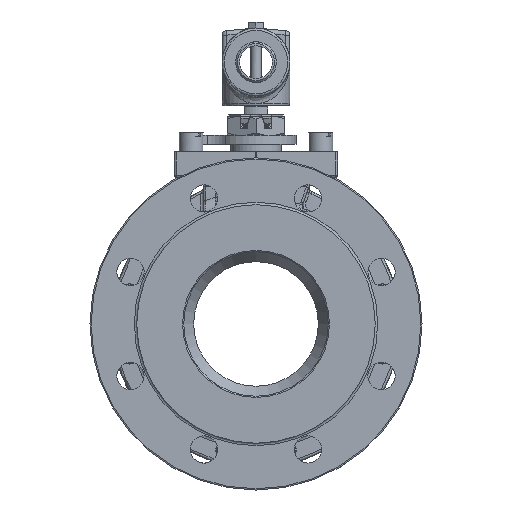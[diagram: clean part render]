
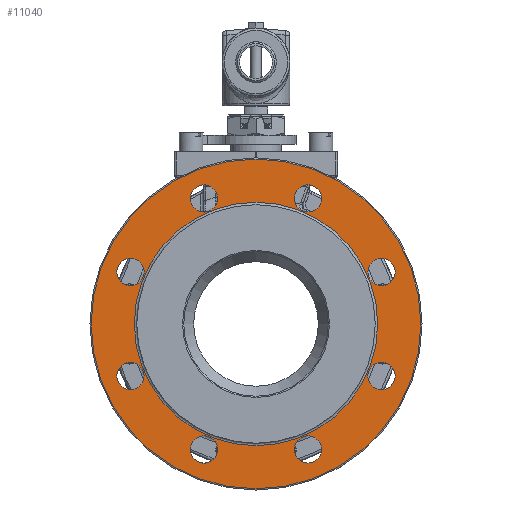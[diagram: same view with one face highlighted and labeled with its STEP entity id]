
A CAD part, left-side view. The second image highlights one B-rep face of the part: STEP entity #11040.
In plain terms, the highlighted planar face has unit normal (-1, 0, 0).
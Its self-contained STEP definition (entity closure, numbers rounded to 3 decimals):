
#1855=PLANE('',#11878);
#2168=FACE_BOUND('',#3295,.T.);
#2169=FACE_BOUND('',#3296,.T.);
#2170=FACE_BOUND('',#3297,.T.);
#2171=FACE_BOUND('',#3298,.T.);
#2172=FACE_BOUND('',#3299,.T.);
#2173=FACE_BOUND('',#3300,.T.);
#2174=FACE_BOUND('',#3301,.T.);
#2175=FACE_BOUND('',#3302,.T.);
#2176=FACE_BOUND('',#3303,.T.);
#2547=FACE_OUTER_BOUND('',#3294,.T.);
#3294=EDGE_LOOP('',(#7429));
#3295=EDGE_LOOP('',(#7430));
#3296=EDGE_LOOP('',(#7431));
#3297=EDGE_LOOP('',(#7432));
#3298=EDGE_LOOP('',(#7433));
#3299=EDGE_LOOP('',(#7434));
#3300=EDGE_LOOP('',(#7435));
#3301=EDGE_LOOP('',(#7436));
#3302=EDGE_LOOP('',(#7437));
#3303=EDGE_LOOP('',(#7438));
#4097=CIRCLE('',#11700,9.);
#4099=CIRCLE('',#11703,9.);
#4101=CIRCLE('',#11706,9.);
#4103=CIRCLE('',#11709,9.);
#4105=CIRCLE('',#11712,9.);
#4107=CIRCLE('',#11715,9.);
#4109=CIRCLE('',#11718,9.);
#4111=CIRCLE('',#11721,9.);
#4231=CIRCLE('',#11879,109.2);
#4232=CIRCLE('',#11880,80.6);
#4637=VERTEX_POINT('',#15695);
#4639=VERTEX_POINT('',#15700);
#4641=VERTEX_POINT('',#15705);
#4643=VERTEX_POINT('',#15710);
#4645=VERTEX_POINT('',#15715);
#4647=VERTEX_POINT('',#15720);
#4649=VERTEX_POINT('',#15725);
#4651=VERTEX_POINT('',#15730);
#4812=VERTEX_POINT('',#16506);
#4813=VERTEX_POINT('',#16508);
#5630=EDGE_CURVE('',#4637,#4637,#4097,.T.);
#5632=EDGE_CURVE('',#4639,#4639,#4099,.T.);
#5634=EDGE_CURVE('',#4641,#4641,#4101,.T.);
#5636=EDGE_CURVE('',#4643,#4643,#4103,.T.);
#5638=EDGE_CURVE('',#4645,#4645,#4105,.T.);
#5640=EDGE_CURVE('',#4647,#4647,#4107,.T.);
#5642=EDGE_CURVE('',#4649,#4649,#4109,.T.);
#5644=EDGE_CURVE('',#4651,#4651,#4111,.T.);
#5838=EDGE_CURVE('',#4812,#4812,#4231,.T.);
#5839=EDGE_CURVE('',#4813,#4813,#4232,.T.);
#7429=ORIENTED_EDGE('',*,*,#5838,.F.);
#7430=ORIENTED_EDGE('',*,*,#5630,.T.);
#7431=ORIENTED_EDGE('',*,*,#5632,.T.);
#7432=ORIENTED_EDGE('',*,*,#5634,.T.);
#7433=ORIENTED_EDGE('',*,*,#5636,.T.);
#7434=ORIENTED_EDGE('',*,*,#5638,.T.);
#7435=ORIENTED_EDGE('',*,*,#5640,.T.);
#7436=ORIENTED_EDGE('',*,*,#5642,.T.);
#7437=ORIENTED_EDGE('',*,*,#5644,.T.);
#7438=ORIENTED_EDGE('',*,*,#5839,.F.);
#11040=ADVANCED_FACE('',(#2547,#2168,#2169,#2170,#2171,#2172,#2173,#2174,
#2175,#2176),#1855,.F.);
#11700=AXIS2_PLACEMENT_3D('',#15696,#12834,#12835);
#11703=AXIS2_PLACEMENT_3D('',#15701,#12840,#12841);
#11706=AXIS2_PLACEMENT_3D('',#15706,#12846,#12847);
#11709=AXIS2_PLACEMENT_3D('',#15711,#12852,#12853);
#11712=AXIS2_PLACEMENT_3D('',#15716,#12858,#12859);
#11715=AXIS2_PLACEMENT_3D('',#15721,#12864,#12865);
#11718=AXIS2_PLACEMENT_3D('',#15726,#12870,#12871);
#11721=AXIS2_PLACEMENT_3D('',#15731,#12876,#12877);
#11878=AXIS2_PLACEMENT_3D('',#16505,#13229,#13230);
#11879=AXIS2_PLACEMENT_3D('',#16507,#13231,#13232);
#11880=AXIS2_PLACEMENT_3D('',#16509,#13233,#13234);
#12834=DIRECTION('center_axis',(1.,0.,0.));
#12835=DIRECTION('ref_axis',(0.,0.707,0.707));
#12840=DIRECTION('center_axis',(1.,0.,0.));
#12841=DIRECTION('ref_axis',(0.,1.,0.));
#12846=DIRECTION('center_axis',(1.,0.,0.));
#12847=DIRECTION('ref_axis',(0.,0.707,-0.707));
#12852=DIRECTION('center_axis',(1.,0.,0.));
#12853=DIRECTION('ref_axis',(0.,0.,-1.));
#12858=DIRECTION('center_axis',(1.,0.,0.));
#12859=DIRECTION('ref_axis',(0.,-0.707,-0.707));
#12864=DIRECTION('center_axis',(1.,0.,0.));
#12865=DIRECTION('ref_axis',(0.,-1.,0.));
#12870=DIRECTION('center_axis',(1.,0.,0.));
#12871=DIRECTION('ref_axis',(0.,-0.707,0.707));
#12876=DIRECTION('center_axis',(1.,0.,0.));
#12877=DIRECTION('ref_axis',(0.,0.,1.));
#13229=DIRECTION('center_axis',(1.,0.,0.));
#13230=DIRECTION('ref_axis',(0.,0.,-1.));
#13231=DIRECTION('center_axis',(1.,0.,0.));
#13232=DIRECTION('ref_axis',(0.,0.,-1.));
#13233=DIRECTION('center_axis',(-1.,0.,0.));
#13234=DIRECTION('ref_axis',(0.,0.,-1.));
#15695=CARTESIAN_POINT('',(-82.475,89.513,40.805));
#15696=CARTESIAN_POINT('Origin',(-82.475,83.149,34.442));
#15700=CARTESIAN_POINT('',(-82.475,92.149,-34.442));
#15701=CARTESIAN_POINT('Origin',(-82.475,83.149,-34.442));
#15705=CARTESIAN_POINT('',(-82.475,40.805,-89.513));
#15706=CARTESIAN_POINT('Origin',(-82.475,34.442,-83.149));
#15710=CARTESIAN_POINT('',(-82.475,-34.442,-92.149));
#15711=CARTESIAN_POINT('Origin',(-82.475,-34.442,-83.149));
#15715=CARTESIAN_POINT('',(-82.475,-89.513,-40.805));
#15716=CARTESIAN_POINT('Origin',(-82.475,-83.149,-34.442));
#15720=CARTESIAN_POINT('',(-82.475,-92.149,34.442));
#15721=CARTESIAN_POINT('Origin',(-82.475,-83.149,34.442));
#15725=CARTESIAN_POINT('',(-82.475,-40.805,89.513));
#15726=CARTESIAN_POINT('Origin',(-82.475,-34.442,83.149));
#15730=CARTESIAN_POINT('',(-82.475,34.442,92.149));
#15731=CARTESIAN_POINT('Origin',(-82.475,34.442,83.149));
#16505=CARTESIAN_POINT('Origin',(-82.475,0.,99.25));
#16506=CARTESIAN_POINT('',(-82.475,0.,109.2));
#16507=CARTESIAN_POINT('Origin',(-82.475,0.,0.));
#16508=CARTESIAN_POINT('',(-82.475,0.,80.6));
#16509=CARTESIAN_POINT('Origin',(-82.475,0.,0.));
